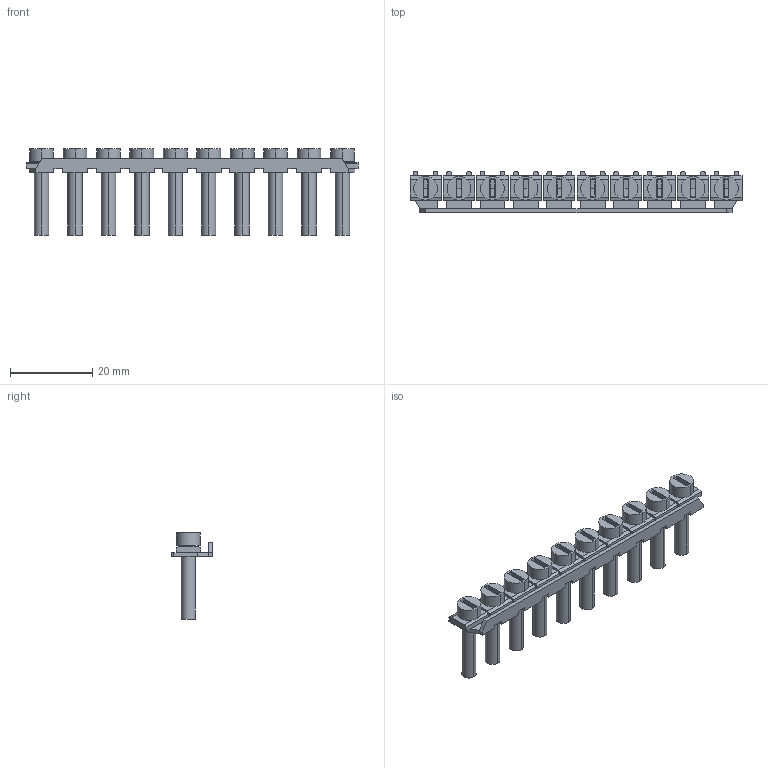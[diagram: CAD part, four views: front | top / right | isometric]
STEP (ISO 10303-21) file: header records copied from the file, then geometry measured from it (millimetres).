
FILE_DESCRIPTION(('Creo Elements/Direct Modeling STEP Export'),'2;1');
FILE_NAME('model.stp','2019-12-17T 0:28:58',(''),(''),'Creo Elements/Direct Modeling STEP processor for AP214 (Solid Model)','Creo Elements/Direct Modeling 20.1A 29-Sep-2018 (C) Parametric Technology GmbH','');
FILE_SCHEMA(('AUTOMOTIVE_DESIGN { 1 0 10303 214 1 1 1 1 }'));
Length unit declared in the file: millimetre
Products named in the file (2): FB_10-RTK_S-select
Assembly tree (1 placements, depth 2):
  FB_10-RTK_S-select
    FB_10-RTK_S-select
Bounding box: 80.95 x 10.2 x 21 mm (x, y, z)
Volume: 3547.8 mm3; surface area: 5349 mm2
Topology: 1 solids, 1 shells, 418 faces, 1046 edges, 670 vertices
Faces by surface type: plane 308, cylinder 110
Entity records: 14693 total; most frequent: ORIENTED_EDGE 2092, CARTESIAN_POINT 1915, DIRECTION 1759, EDGE_CURVE 1046, VECTOR 731, LINE 731, VERTEX_POINT 670, AXIS2_PLACEMENT_3D 514
